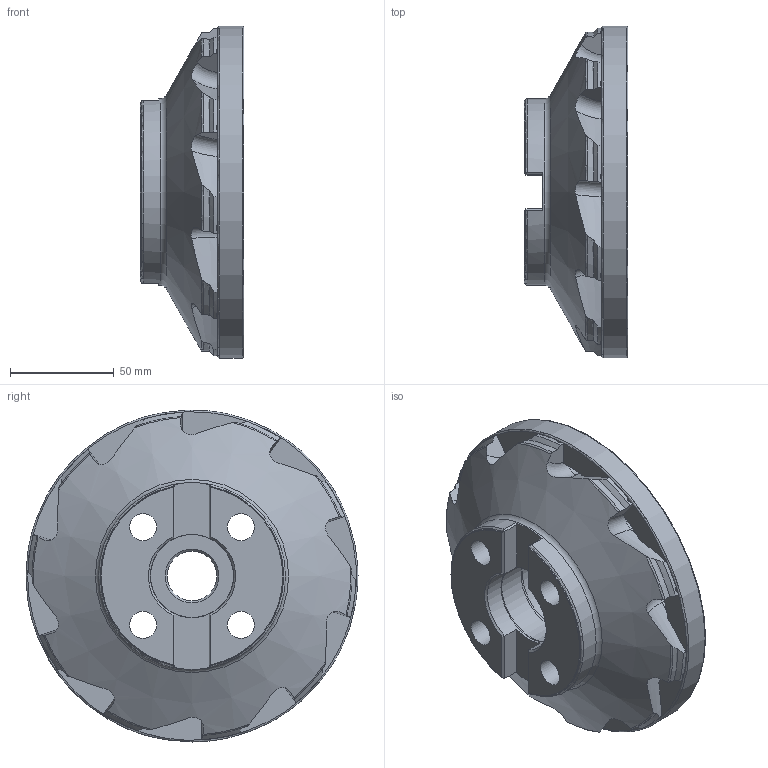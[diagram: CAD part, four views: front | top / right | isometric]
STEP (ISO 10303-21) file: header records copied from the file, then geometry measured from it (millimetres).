
FILE_DESCRIPTION (( 'STEP AP214' ), '1' );
FILE_NAME ('90PP_160_27_10.STEP', '2015-10-27T13:52:44', ( '' ), ( '' ), 'SwSTEP 2.0', 'SolidWorks 2015', '' );
FILE_SCHEMA (( 'AUTOMOTIVE_DESIGN' ));
Length unit declared in the file: millimetre
Products named in the file (1): 90PP_160_27_10
Bounding box: 50.1 x 160 x 160 mm (x, y, z)
Volume: 534814.5 mm3; surface area: 74476.8 mm2
Topology: 1 solids, 1 shells, 237 faces, 713 edges, 465 vertices
Faces by surface type: plane 115, cylinder 54, cone 40, torus 28
Full cylindrical faces by diameter (mm): 13 x4, 20 x4, 24 x1, 40 x1, 40.15 x1, 40.3 x1, 90 x1, 159.998 x1
Entity records: 8785 total; most frequent: CARTESIAN_POINT 2751, ORIENTED_EDGE 1364, DIRECTION 1058, EDGE_CURVE 682, VERTEX_POINT 458, AXIS2_PLACEMENT_3D 428, EDGE_LOOP 278, FACE_OUTER_BOUND 255
